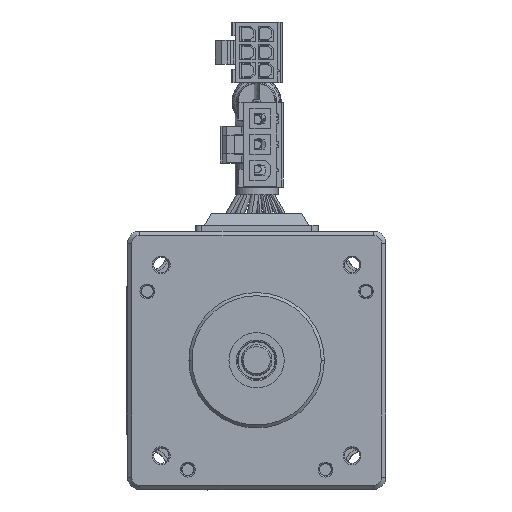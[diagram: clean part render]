
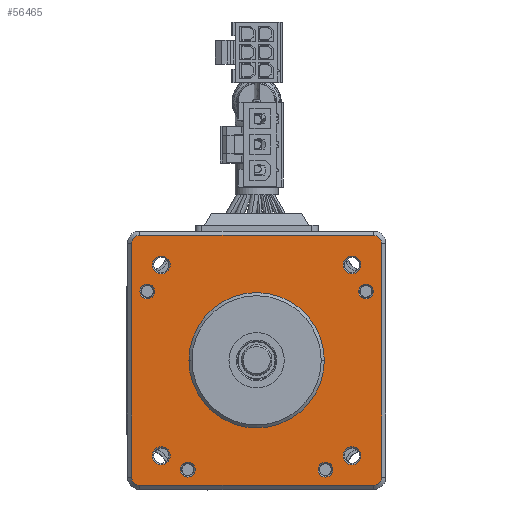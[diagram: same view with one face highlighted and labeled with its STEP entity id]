
A CAD part, top view. The second image highlights one B-rep face of the part: STEP entity #56465.
In plain terms, the highlighted planar face has unit normal (0, 0, 1).
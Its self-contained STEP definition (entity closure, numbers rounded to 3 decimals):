
#53060=CARTESIAN_POINT('',(19.,19.,-1.5));
#53061=DIRECTION('',(0.,0.,-1.));
#53062=DIRECTION('',(0.,1.,0.));
#53063=AXIS2_PLACEMENT_3D('',#53060,#53061,#53062);
#53065=DIRECTION('',(0.,-1.,0.));
#53066=VECTOR('',#53065,38.);
#53067=CARTESIAN_POINT('',(20.3,19.,-1.5));
#53068=LINE('',#53067,#53066);
#53069=CARTESIAN_POINT('',(19.,-19.,-1.5));
#53070=DIRECTION('',(0.,0.,-1.));
#53071=DIRECTION('',(1.,0.,0.));
#53072=AXIS2_PLACEMENT_3D('',#53069,#53070,#53071);
#53074=DIRECTION('',(-1.,0.,0.));
#53075=VECTOR('',#53074,38.);
#53076=CARTESIAN_POINT('',(19.,-20.3,-1.5));
#53077=LINE('',#53076,#53075);
#53078=CARTESIAN_POINT('',(-19.,-19.,-1.5));
#53079=DIRECTION('',(0.,0.,-1.));
#53080=DIRECTION('',(0.,-1.,0.));
#53081=AXIS2_PLACEMENT_3D('',#53078,#53079,#53080);
#53083=DIRECTION('',(0.,1.,0.));
#53084=VECTOR('',#53083,38.);
#53085=CARTESIAN_POINT('',(-20.3,-19.,-1.5));
#53086=LINE('',#53085,#53084);
#53087=CARTESIAN_POINT('',(-19.,19.,-1.5));
#53088=DIRECTION('',(0.,0.,-1.));
#53089=DIRECTION('',(-1.,0.,0.));
#53090=AXIS2_PLACEMENT_3D('',#53087,#53088,#53089);
#53092=DIRECTION('',(1.,0.,0.));
#53093=VECTOR('',#53092,38.);
#53094=CARTESIAN_POINT('',(-19.,20.3,-1.5));
#53095=LINE('',#53094,#53093);
#53096=CARTESIAN_POINT('',(-15.5,15.5,-1.5));
#53097=DIRECTION('',(0.,0.,1.));
#53098=DIRECTION('',(-1.,0.,0.));
#53099=AXIS2_PLACEMENT_3D('',#53096,#53097,#53098);
#53101=CARTESIAN_POINT('',(-15.5,15.5,-1.5));
#53102=DIRECTION('',(0.,0.,1.));
#53103=DIRECTION('',(1.,0.,0.));
#53104=AXIS2_PLACEMENT_3D('',#53101,#53102,#53103);
#53106=CARTESIAN_POINT('',(15.5,-15.5,-1.5));
#53107=DIRECTION('',(0.,0.,1.));
#53108=DIRECTION('',(-1.,0.,0.));
#53109=AXIS2_PLACEMENT_3D('',#53106,#53107,#53108);
#53111=CARTESIAN_POINT('',(15.5,-15.5,-1.5));
#53112=DIRECTION('',(0.,0.,1.));
#53113=DIRECTION('',(1.,0.,0.));
#53114=AXIS2_PLACEMENT_3D('',#53111,#53112,#53113);
#53116=CARTESIAN_POINT('',(15.5,15.5,-1.5));
#53117=DIRECTION('',(0.,0.,1.));
#53118=DIRECTION('',(-1.,0.,0.));
#53119=AXIS2_PLACEMENT_3D('',#53116,#53117,#53118);
#53121=CARTESIAN_POINT('',(15.5,15.5,-1.5));
#53122=DIRECTION('',(0.,0.,1.));
#53123=DIRECTION('',(1.,0.,0.));
#53124=AXIS2_PLACEMENT_3D('',#53121,#53122,#53123);
#53126=CARTESIAN_POINT('',(-17.77,11.19,-1.5));
#53127=DIRECTION('',(0.,0.,1.));
#53128=DIRECTION('',(-1.,0.,0.));
#53129=AXIS2_PLACEMENT_3D('',#53126,#53127,#53128);
#53131=CARTESIAN_POINT('',(-17.77,11.19,-1.5));
#53132=DIRECTION('',(0.,0.,1.));
#53133=DIRECTION('',(1.,0.,0.));
#53134=AXIS2_PLACEMENT_3D('',#53131,#53132,#53133);
#53136=CARTESIAN_POINT('',(17.77,11.19,-1.5));
#53137=DIRECTION('',(0.,0.,1.));
#53138=DIRECTION('',(-1.,0.,0.));
#53139=AXIS2_PLACEMENT_3D('',#53136,#53137,#53138);
#53141=CARTESIAN_POINT('',(17.77,11.19,-1.5));
#53142=DIRECTION('',(0.,0.,1.));
#53143=DIRECTION('',(1.,0.,0.));
#53144=AXIS2_PLACEMENT_3D('',#53141,#53142,#53143);
#53146=CARTESIAN_POINT('',(-11.19,-17.77,-1.5));
#53147=DIRECTION('',(0.,0.,1.));
#53148=DIRECTION('',(-1.,0.,0.));
#53149=AXIS2_PLACEMENT_3D('',#53146,#53147,#53148);
#53151=CARTESIAN_POINT('',(-11.19,-17.77,-1.5));
#53152=DIRECTION('',(0.,0.,1.));
#53153=DIRECTION('',(1.,0.,0.));
#53154=AXIS2_PLACEMENT_3D('',#53151,#53152,#53153);
#53156=CARTESIAN_POINT('',(11.19,-17.77,-1.5));
#53157=DIRECTION('',(0.,0.,1.));
#53158=DIRECTION('',(-1.,0.,0.));
#53159=AXIS2_PLACEMENT_3D('',#53156,#53157,#53158);
#53161=CARTESIAN_POINT('',(11.19,-17.77,-1.5));
#53162=DIRECTION('',(0.,0.,1.));
#53163=DIRECTION('',(1.,0.,0.));
#53164=AXIS2_PLACEMENT_3D('',#53161,#53162,#53163);
#53166=CARTESIAN_POINT('',(-15.5,-15.5,-1.5));
#53167=DIRECTION('',(0.,0.,1.));
#53168=DIRECTION('',(-1.,0.,0.));
#53169=AXIS2_PLACEMENT_3D('',#53166,#53167,#53168);
#53171=CARTESIAN_POINT('',(-15.5,-15.5,-1.5));
#53172=DIRECTION('',(0.,0.,1.));
#53173=DIRECTION('',(1.,0.,0.));
#53174=AXIS2_PLACEMENT_3D('',#53171,#53172,#53173);
#53176=CARTESIAN_POINT('',(0.,0.,-1.5));
#53177=DIRECTION('',(0.,0.,1.));
#53178=DIRECTION('',(-1.,0.,0.));
#53179=AXIS2_PLACEMENT_3D('',#53176,#53177,#53178);
#53181=CARTESIAN_POINT('',(0.,0.,-1.5));
#53182=DIRECTION('',(0.,0.,1.));
#53183=DIRECTION('',(1.,0.,0.));
#53184=AXIS2_PLACEMENT_3D('',#53181,#53182,#53183);
#54824=CARTESIAN_POINT('',(20.3,-19.,-1.5));
#54825=VERTEX_POINT('',#54824);
#54826=CARTESIAN_POINT('',(19.,-20.3,-1.5));
#54827=VERTEX_POINT('',#54826);
#54828=CARTESIAN_POINT('',(20.3,19.,-1.5));
#54829=VERTEX_POINT('',#54828);
#54830=CARTESIAN_POINT('',(19.,20.3,-1.5));
#54831=VERTEX_POINT('',#54830);
#54832=CARTESIAN_POINT('',(-19.,20.3,-1.5));
#54833=VERTEX_POINT('',#54832);
#54834=CARTESIAN_POINT('',(-20.3,19.,-1.5));
#54835=VERTEX_POINT('',#54834);
#54836=CARTESIAN_POINT('',(-20.3,-19.,-1.5));
#54837=VERTEX_POINT('',#54836);
#54838=CARTESIAN_POINT('',(-19.,-20.3,-1.5));
#54839=VERTEX_POINT('',#54838);
#54840=CARTESIAN_POINT('',(-16.95,15.5,-1.5));
#54841=CARTESIAN_POINT('',(-14.05,15.5,-1.5));
#54842=VERTEX_POINT('',#54840);
#54843=VERTEX_POINT('',#54841);
#54844=CARTESIAN_POINT('',(14.05,-15.5,-1.5));
#54845=CARTESIAN_POINT('',(16.95,-15.5,-1.5));
#54846=VERTEX_POINT('',#54844);
#54847=VERTEX_POINT('',#54845);
#54848=CARTESIAN_POINT('',(14.05,15.5,-1.5));
#54849=CARTESIAN_POINT('',(16.95,15.5,-1.5));
#54850=VERTEX_POINT('',#54848);
#54851=VERTEX_POINT('',#54849);
#54852=CARTESIAN_POINT('',(-18.97,11.19,-1.5));
#54853=CARTESIAN_POINT('',(-16.57,11.19,-1.5));
#54854=VERTEX_POINT('',#54852);
#54855=VERTEX_POINT('',#54853);
#54856=CARTESIAN_POINT('',(16.57,11.19,-1.5));
#54857=CARTESIAN_POINT('',(18.97,11.19,-1.5));
#54858=VERTEX_POINT('',#54856);
#54859=VERTEX_POINT('',#54857);
#54860=CARTESIAN_POINT('',(-12.39,-17.77,-1.5));
#54861=CARTESIAN_POINT('',(-9.99,-17.77,-1.5));
#54862=VERTEX_POINT('',#54860);
#54863=VERTEX_POINT('',#54861);
#54864=CARTESIAN_POINT('',(9.99,-17.77,-1.5));
#54865=CARTESIAN_POINT('',(12.39,-17.77,-1.5));
#54866=VERTEX_POINT('',#54864);
#54867=VERTEX_POINT('',#54865);
#54868=CARTESIAN_POINT('',(-16.95,-15.5,-1.5));
#54869=CARTESIAN_POINT('',(-14.05,-15.5,-1.5));
#54870=VERTEX_POINT('',#54868);
#54871=VERTEX_POINT('',#54869);
#54872=CARTESIAN_POINT('',(-11.,0.,-1.5));
#54873=CARTESIAN_POINT('',(11.,0.,-1.5));
#54874=VERTEX_POINT('',#54872);
#54875=VERTEX_POINT('',#54873);
#56396=CARTESIAN_POINT('',(0.,11.,-1.5));
#56397=DIRECTION('',(0.,0.,1.));
#56398=DIRECTION('',(1.,0.,0.));
#56399=AXIS2_PLACEMENT_3D('',#56396,#56397,#56398);
#56400=PLANE('',#56399);
#56401=ORIENTED_EDGE('',*,*,#56320,.T.);
#56402=ORIENTED_EDGE('',*,*,#56305,.T.);
#56403=ORIENTED_EDGE('',*,*,#56291,.T.);
#56404=ORIENTED_EDGE('',*,*,#56391,.T.);
#56405=ORIENTED_EDGE('',*,*,#56378,.T.);
#56406=ORIENTED_EDGE('',*,*,#56363,.T.);
#56407=ORIENTED_EDGE('',*,*,#56349,.T.);
#56408=ORIENTED_EDGE('',*,*,#56334,.T.);
#56409=EDGE_LOOP('',(#56401,#56402,#56403,#56404,#56405,#56406,#56407,#56408));
#56410=FACE_OUTER_BOUND('',#56409,.F.);
#56412=ORIENTED_EDGE('',*,*,#56411,.T.);
#56414=ORIENTED_EDGE('',*,*,#56413,.T.);
#56415=EDGE_LOOP('',(#56412,#56414));
#56416=FACE_BOUND('',#56415,.F.);
#56418=ORIENTED_EDGE('',*,*,#56417,.T.);
#56420=ORIENTED_EDGE('',*,*,#56419,.T.);
#56421=EDGE_LOOP('',(#56418,#56420));
#56422=FACE_BOUND('',#56421,.F.);
#56424=ORIENTED_EDGE('',*,*,#56423,.T.);
#56426=ORIENTED_EDGE('',*,*,#56425,.T.);
#56427=EDGE_LOOP('',(#56424,#56426));
#56428=FACE_BOUND('',#56427,.F.);
#56430=ORIENTED_EDGE('',*,*,#56429,.T.);
#56432=ORIENTED_EDGE('',*,*,#56431,.T.);
#56433=EDGE_LOOP('',(#56430,#56432));
#56434=FACE_BOUND('',#56433,.F.);
#56436=ORIENTED_EDGE('',*,*,#56435,.T.);
#56438=ORIENTED_EDGE('',*,*,#56437,.T.);
#56439=EDGE_LOOP('',(#56436,#56438));
#56440=FACE_BOUND('',#56439,.F.);
#56442=ORIENTED_EDGE('',*,*,#56441,.T.);
#56444=ORIENTED_EDGE('',*,*,#56443,.T.);
#56445=EDGE_LOOP('',(#56442,#56444));
#56446=FACE_BOUND('',#56445,.F.);
#56448=ORIENTED_EDGE('',*,*,#56447,.T.);
#56450=ORIENTED_EDGE('',*,*,#56449,.T.);
#56451=EDGE_LOOP('',(#56448,#56450));
#56452=FACE_BOUND('',#56451,.F.);
#56454=ORIENTED_EDGE('',*,*,#56453,.T.);
#56456=ORIENTED_EDGE('',*,*,#56455,.T.);
#56457=EDGE_LOOP('',(#56454,#56456));
#56458=FACE_BOUND('',#56457,.F.);
#56460=ORIENTED_EDGE('',*,*,#56459,.T.);
#56462=ORIENTED_EDGE('',*,*,#56461,.T.);
#56463=EDGE_LOOP('',(#56460,#56462));
#56464=FACE_BOUND('',#56463,.F.);
#56465=ADVANCED_FACE('',(#56410,#56416,#56422,#56428,#56434,#56440,#56446,
#56452,#56458,#56464),#56400,.T.);
#53064=CIRCLE('',#53063,1.3);
#53073=CIRCLE('',#53072,1.3);
#53082=CIRCLE('',#53081,1.3);
#53091=CIRCLE('',#53090,1.3);
#53100=CIRCLE('',#53099,1.45);
#53105=CIRCLE('',#53104,1.45);
#53110=CIRCLE('',#53109,1.45);
#53115=CIRCLE('',#53114,1.45);
#53120=CIRCLE('',#53119,1.45);
#53125=CIRCLE('',#53124,1.45);
#53130=CIRCLE('',#53129,1.2);
#53135=CIRCLE('',#53134,1.2);
#53140=CIRCLE('',#53139,1.2);
#53145=CIRCLE('',#53144,1.2);
#53150=CIRCLE('',#53149,1.2);
#53155=CIRCLE('',#53154,1.2);
#53160=CIRCLE('',#53159,1.2);
#53165=CIRCLE('',#53164,1.2);
#53170=CIRCLE('',#53169,1.45);
#53175=CIRCLE('',#53174,1.45);
#53180=CIRCLE('',#53179,11.);
#53185=CIRCLE('',#53184,11.);
#56291=EDGE_CURVE('',#54825,#54827,#53073,.T.);
#56305=EDGE_CURVE('',#54829,#54825,#53068,.T.);
#56320=EDGE_CURVE('',#54831,#54829,#53064,.T.);
#56334=EDGE_CURVE('',#54833,#54831,#53095,.T.);
#56349=EDGE_CURVE('',#54835,#54833,#53091,.T.);
#56363=EDGE_CURVE('',#54837,#54835,#53086,.T.);
#56378=EDGE_CURVE('',#54839,#54837,#53082,.T.);
#56391=EDGE_CURVE('',#54827,#54839,#53077,.T.);
#56411=EDGE_CURVE('',#54842,#54843,#53100,.T.);
#56413=EDGE_CURVE('',#54843,#54842,#53105,.T.);
#56417=EDGE_CURVE('',#54846,#54847,#53110,.T.);
#56419=EDGE_CURVE('',#54847,#54846,#53115,.T.);
#56423=EDGE_CURVE('',#54850,#54851,#53120,.T.);
#56425=EDGE_CURVE('',#54851,#54850,#53125,.T.);
#56429=EDGE_CURVE('',#54854,#54855,#53130,.T.);
#56431=EDGE_CURVE('',#54855,#54854,#53135,.T.);
#56435=EDGE_CURVE('',#54858,#54859,#53140,.T.);
#56437=EDGE_CURVE('',#54859,#54858,#53145,.T.);
#56441=EDGE_CURVE('',#54862,#54863,#53150,.T.);
#56443=EDGE_CURVE('',#54863,#54862,#53155,.T.);
#56447=EDGE_CURVE('',#54866,#54867,#53160,.T.);
#56449=EDGE_CURVE('',#54867,#54866,#53165,.T.);
#56453=EDGE_CURVE('',#54870,#54871,#53170,.T.);
#56455=EDGE_CURVE('',#54871,#54870,#53175,.T.);
#56459=EDGE_CURVE('',#54874,#54875,#53180,.T.);
#56461=EDGE_CURVE('',#54875,#54874,#53185,.T.);
